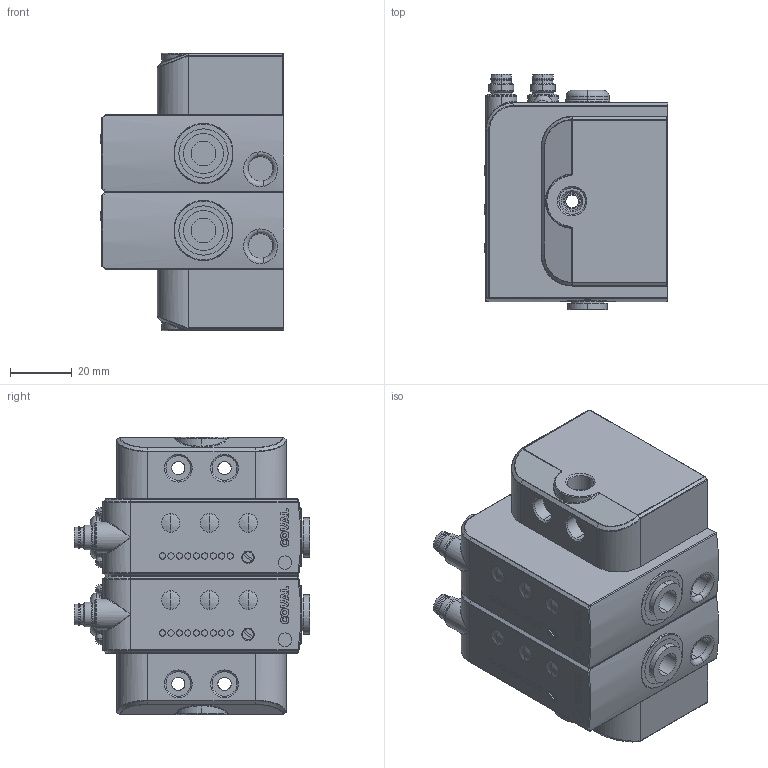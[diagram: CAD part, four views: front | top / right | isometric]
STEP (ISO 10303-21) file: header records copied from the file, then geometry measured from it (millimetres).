
FILE_DESCRIPTION(('STEP AP214'),'1');
FILE_NAME('COVAL_LEM90X12SVAB2.stp','2017-12-27T17:30:38',('TraceParts'),('TraceParts S.A.'),'Spatial InterOp 3D',' ',' ');
FILE_SCHEMA(('automotive_design'));
Length unit declared in the file: millimetre
Products named in the file (14): COVAL_LEM90X12SVAB2_1; COVAL_LEM90X12SVAB2_2; COVAL_LEM90X12SVAB2_3; COVAL_LEM90X12SVAB2_4; COVAL_LEM90X12SVAB2_5; COVAL_LEM90X12SVAB2_6; COVAL_LEM90X12SVAB2_7; COVAL_LEM90X12SVAB2_8; COVAL_LEM90X12SVAB2_9; COVAL_LEM90X12SVAB2_10; COVAL_LEM90X12SVAB2_11; COVAL_LEM90X12SVAB2_12; COVAL_LEM90X12SVAB2_13; COVAL_LEM90X12SVAB2_14
Bounding box: 59.47 x 76.3 x 90 mm (x, y, z)
Volume: 260184.7 mm3; surface area: 66122.6 mm2
Topology: 14 solids, 18 shells, 1394 faces, 3281 edges, 2048 vertices
Faces by surface type: cylinder 465, plane 412, bspline 274, cone 152, torus 50, sphere 41
Entity records: 65493 total; most frequent: CARTESIAN_POINT 23200, ORIENTED_EDGE 6496, DIRECTION 6200, EDGE_CURVE 3248, AXIS2_PLACEMENT_3D 2424, VERTEX_POINT 2048, EDGE_LOOP 1596, STYLED_ITEM 1396
